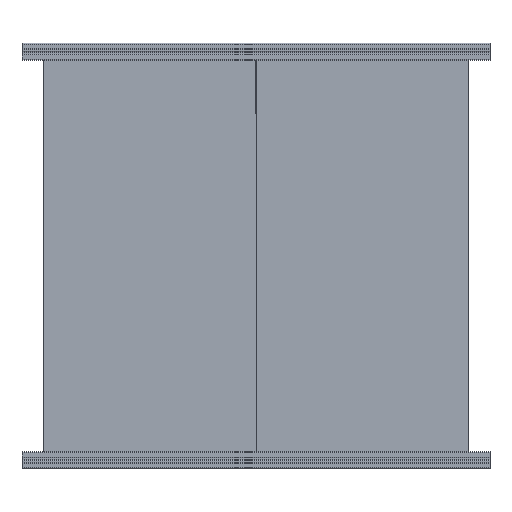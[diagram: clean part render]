
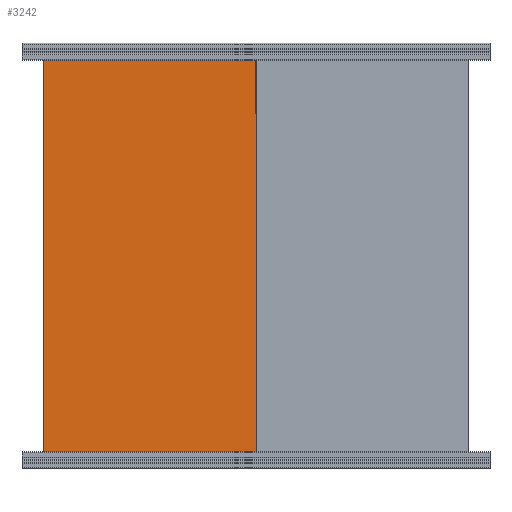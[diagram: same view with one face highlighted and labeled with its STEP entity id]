
A CAD part, front view. The second image highlights one B-rep face of the part: STEP entity #3242.
In plain terms, the highlighted face is planar.
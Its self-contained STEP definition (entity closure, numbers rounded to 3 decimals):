
#400=FACE_OUTER_BOUND($,#1123,.T.);
#649=LINE($,#4690,#909);
#653=LINE($,#4699,#913);
#657=LINE($,#4708,#917);
#661=LINE($,#4717,#921);
#670=LINE($,#4739,#930);
#675=LINE($,#4749,#935);
#694=LINE($,#4818,#954);
#696=LINE($,#4822,#956);
#698=LINE($,#4826,#958);
#700=LINE($,#4829,#960);
#909=VECTOR($,#3910,10.);
#913=VECTOR($,#3916,10.);
#917=VECTOR($,#3922,10.);
#921=VECTOR($,#3928,10.);
#930=VECTOR($,#3951,204.5);
#935=VECTOR($,#3958,17.25);
#954=VECTOR($,#4033,500.);
#956=VECTOR($,#4037,250.);
#958=VECTOR($,#4041,500.);
#960=VECTOR($,#4045,17.25);
#1002=FACE_BOUND($,#1124,.T.);
#1003=FACE_BOUND($,#1125,.T.);
#1123=EDGE_LOOP($,(#2625,#2626,#2627,#2628,#2629,#2630,#2631,#2632,#2633,
#2634,#2635,#2636));
#1124=EDGE_LOOP($,(#2637));
#1125=EDGE_LOOP($,(#2638));
#1200=CIRCLE($,#3395,2.75);
#1201=CIRCLE($,#3397,2.75);
#1211=CIRCLE($,#3421,2.75);
#1214=CIRCLE($,#3427,2.75);
#1384=VERTEX_POINT($,#4688);
#1385=VERTEX_POINT($,#4689);
#1388=VERTEX_POINT($,#4697);
#1389=VERTEX_POINT($,#4698);
#1392=VERTEX_POINT($,#4706);
#1393=VERTEX_POINT($,#4707);
#1396=VERTEX_POINT($,#4715);
#1397=VERTEX_POINT($,#4716);
#1407=VERTEX_POINT($,#4747);
#1425=VERTEX_POINT($,#4805);
#1428=VERTEX_POINT($,#4814);
#1429=VERTEX_POINT($,#4817);
#1430=VERTEX_POINT($,#4821);
#1431=VERTEX_POINT($,#4825);
#1818=EDGE_CURVE($,#1384,#1385,#649,.T.);
#1822=EDGE_CURVE($,#1388,#1389,#653,.T.);
#1826=EDGE_CURVE($,#1392,#1393,#657,.T.);
#1830=EDGE_CURVE($,#1396,#1397,#661,.T.);
#1835=EDGE_CURVE($,#1389,#1384,#1200,.T.);
#1836=EDGE_CURVE($,#1397,#1392,#1201,.T.);
#1843=EDGE_CURVE($,#1385,#1396,#670,.T.);
#1848=EDGE_CURVE($,#1393,#1407,#675,.T.);
#1875=EDGE_CURVE($,#1425,#1425,#1211,.T.);
#1878=EDGE_CURVE($,#1428,#1428,#1214,.T.);
#1879=EDGE_CURVE($,#1407,#1429,#694,.T.);
#1881=EDGE_CURVE($,#1429,#1430,#696,.T.);
#1883=EDGE_CURVE($,#1430,#1431,#698,.T.);
#1885=EDGE_CURVE($,#1431,#1388,#700,.T.);
#2625=ORIENTED_EDGE($,*,*,#1822,.T.);
#2626=ORIENTED_EDGE($,*,*,#1835,.T.);
#2627=ORIENTED_EDGE($,*,*,#1818,.T.);
#2628=ORIENTED_EDGE($,*,*,#1843,.T.);
#2629=ORIENTED_EDGE($,*,*,#1830,.T.);
#2630=ORIENTED_EDGE($,*,*,#1836,.T.);
#2631=ORIENTED_EDGE($,*,*,#1826,.T.);
#2632=ORIENTED_EDGE($,*,*,#1848,.T.);
#2633=ORIENTED_EDGE($,*,*,#1879,.T.);
#2634=ORIENTED_EDGE($,*,*,#1881,.T.);
#2635=ORIENTED_EDGE($,*,*,#1883,.T.);
#2636=ORIENTED_EDGE($,*,*,#1885,.T.);
#2637=ORIENTED_EDGE($,*,*,#1875,.T.);
#2638=ORIENTED_EDGE($,*,*,#1878,.T.);
#3126=PLANE($,#3432);
#3242=ADVANCED_FACE($,(#400,#1002,#1003),#3126,.F.);
#3395=AXIS2_PLACEMENT_3D($,#4725,#3936,#3937);
#3397=AXIS2_PLACEMENT_3D($,#4727,#3940,#3941);
#3421=AXIS2_PLACEMENT_3D($,#4806,#4017,#4018);
#3427=AXIS2_PLACEMENT_3D($,#4815,#4029,#4030);
#3432=AXIS2_PLACEMENT_3D($,#4830,#4046,#4047);
#3910=DIRECTION($,(0.,1.,0.));
#3916=DIRECTION($,(0.,-1.,0.));
#3922=DIRECTION($,(0.,1.,0.));
#3928=DIRECTION($,(0.,-1.,0.));
#3936=DIRECTION('center_axis',(0.,0.,1.));
#3937=DIRECTION('ref_axis',(1.,0.,0.));
#3940=DIRECTION('center_axis',(0.,0.,1.));
#3941=DIRECTION('ref_axis',(1.,0.,0.));
#3951=DIRECTION($,(1.,0.,0.));
#3958=DIRECTION($,(1.,0.,0.));
#4017=DIRECTION('center_axis',(0.,0.,1.));
#4018=DIRECTION('ref_axis',(1.,0.,0.));
#4029=DIRECTION('center_axis',(0.,0.,1.));
#4030=DIRECTION('ref_axis',(1.,0.,0.));
#4033=DIRECTION($,(0.,-1.,0.));
#4037=DIRECTION($,(-1.,0.,0.));
#4041=DIRECTION($,(0.,1.,0.));
#4045=DIRECTION($,(1.,0.,0.));
#4046=DIRECTION('center_axis',(0.,0.,1.));
#4047=DIRECTION('ref_axis',(1.,0.,0.));
#4688=CARTESIAN_POINT('',(-102.25,240.,0.));
#4689=CARTESIAN_POINT('',(-102.25,250.,0.));
#4690=CARTESIAN_POINT($,(-102.25,125.,0.));
#4697=CARTESIAN_POINT('',(-107.75,250.,0.));
#4698=CARTESIAN_POINT('',(-107.75,240.,0.));
#4699=CARTESIAN_POINT($,(-107.75,120.,0.));
#4706=CARTESIAN_POINT('',(107.75,240.,0.));
#4707=CARTESIAN_POINT('',(107.75,250.,0.));
#4708=CARTESIAN_POINT($,(107.75,125.,0.));
#4715=CARTESIAN_POINT('',(102.25,250.,0.));
#4716=CARTESIAN_POINT('',(102.25,240.,0.));
#4717=CARTESIAN_POINT($,(102.25,120.,0.));
#4725=CARTESIAN_POINT('Origin',(-105.,240.,0.));
#4727=CARTESIAN_POINT('Origin',(105.,240.,0.));
#4739=CARTESIAN_POINT($,(-125.,250.,0.));
#4747=CARTESIAN_POINT('',(125.,250.,0.));
#4749=CARTESIAN_POINT($,(-125.,250.,0.));
#4805=CARTESIAN_POINT('',(-107.75,-240.,0.));
#4806=CARTESIAN_POINT('Origin',(-105.,-240.,0.));
#4814=CARTESIAN_POINT('',(102.25,-240.,0.));
#4815=CARTESIAN_POINT('Origin',(105.,-240.,0.));
#4817=CARTESIAN_POINT('',(125.,-250.,0.));
#4818=CARTESIAN_POINT($,(125.,250.,0.));
#4821=CARTESIAN_POINT('',(-125.,-250.,0.));
#4822=CARTESIAN_POINT($,(125.,-250.,0.));
#4825=CARTESIAN_POINT('',(-125.,250.,0.));
#4826=CARTESIAN_POINT($,(-125.,-250.,0.));
#4829=CARTESIAN_POINT($,(-125.,250.,0.));
#4830=CARTESIAN_POINT('Origin',(0.,0.,
0.));
